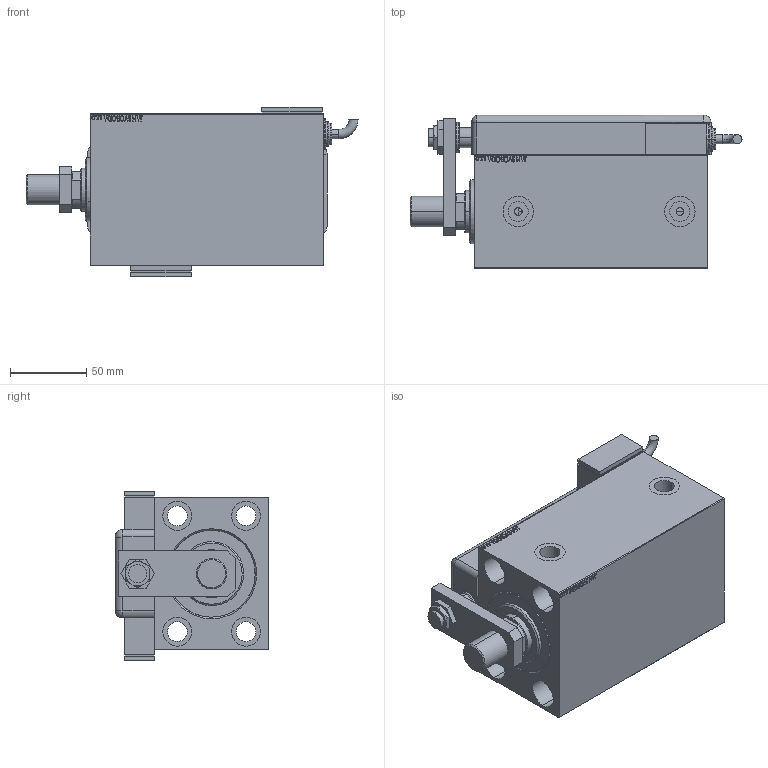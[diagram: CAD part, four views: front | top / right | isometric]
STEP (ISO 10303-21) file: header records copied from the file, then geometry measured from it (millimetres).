
FILE_DESCRIPTION (( 'STEP AP203' ), '1' );
FILE_NAME ('4b20.STEP', '2022-04-17T13:22:27', ( '' ), ( '' ), 'SwSTEP 2.0', 'SolidWorks 2019', '' );
FILE_SCHEMA (( 'CONFIG_CONTROL_DESIGN' ));
Length unit declared in the file: millimetre
Products named in the file (14): KRYT 6d124d91e881108b489b6bdeadf2251e; V450CM_C_VCP 6d124d91e881108b489b6bdeadf2251e; 4b20; SWITCH Q 6d124d91e881108b489b6bdeadf2251e; NUT_D13 6d124d91e881108b489b6bdeadf2251e; V450CM_C_Body 6d124d91e881108b489b6bdeadf2251e; SWITCH DIM A_G 6d124d91e881108b489b6bdeadf2251e; ZARAZKA_Q 6d124d91e881108b489b6bdeadf2251e; SWITCH_Q_FRONT_BACK 6d124d91e881108b489b6bdeadf2251e; V450CM_VC_B 6d124d91e881108b489b6bdeadf2251e; MAGNETIC SWITCH Q 6d124d91e881108b489b6bdeadf2251e; V450CM_MALE_METRIC 6d124d91e881108b489b6bdeadf2251e; NUT_D19 6d124d91e881108b489b6bdeadf2251e; TYC 6d124d91e881108b489b6bdeadf2251e
Assembly tree (14 placements, depth 3):
  4b20
    V450CM_C_Body 6d124d91e881108b489b6bdeadf2251e
    V450CM_C_VCP 6d124d91e881108b489b6bdeadf2251e
    V450CM_VC_B 6d124d91e881108b489b6bdeadf2251e
    V450CM_MALE_METRIC 6d124d91e881108b489b6bdeadf2251e
    MAGNETIC SWITCH Q 6d124d91e881108b489b6bdeadf2251e
      SWITCH_Q_FRONT_BACK 6d124d91e881108b489b6bdeadf2251e
      TYC 6d124d91e881108b489b6bdeadf2251e
      ZARAZKA_Q 6d124d91e881108b489b6bdeadf2251e
      SWITCH DIM A_G 6d124d91e881108b489b6bdeadf2251e
      NUT_D19 6d124d91e881108b489b6bdeadf2251e
      NUT_D13 6d124d91e881108b489b6bdeadf2251e
      KRYT 6d124d91e881108b489b6bdeadf2251e
      SWITCH Q 6d124d91e881108b489b6bdeadf2251e  x2
Bounding box: 217.76 x 100.8 x 111 mm (x, y, z)
Volume: 1112551.9 mm3; surface area: 222434.4 mm2
Topology: 14 solids, 14 shells, 1280 faces, 3238 edges, 2135 vertices
Faces by surface type: plane 624, bspline 471, cylinder 133, cone 26, torus 24, sphere 2
Entity records: 60970 total; most frequent: CARTESIAN_POINT 32492, ORIENTED_EDGE 6280, DIRECTION 4050, EDGE_CURVE 3140, VERTEX_POINT 2075, LINE 1852, VECTOR 1852, EDGE_LOOP 1421
